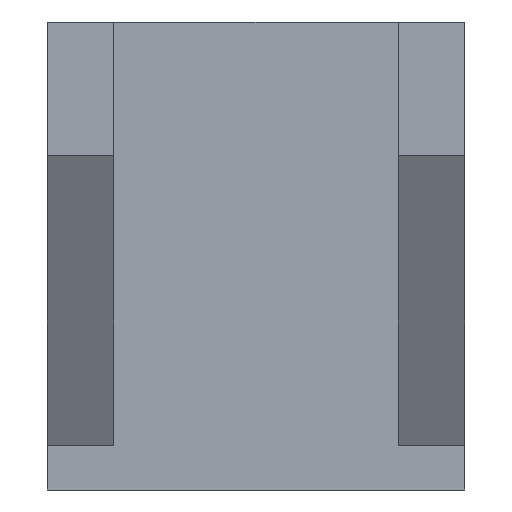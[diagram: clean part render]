
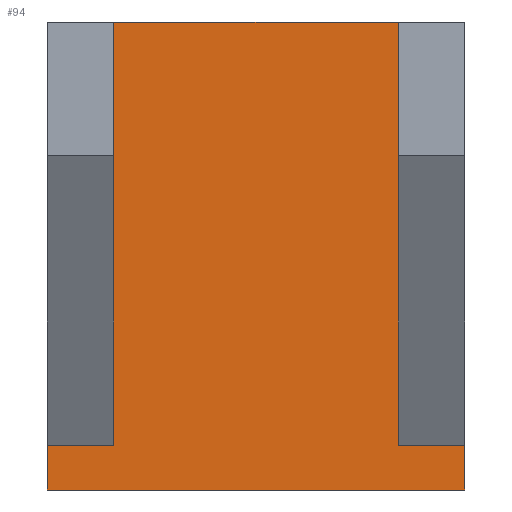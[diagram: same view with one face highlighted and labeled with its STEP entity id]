
A CAD part, front view. The second image highlights one B-rep face of the part: STEP entity #94.
In plain terms, the highlighted planar face has unit normal (0, -1, 0).
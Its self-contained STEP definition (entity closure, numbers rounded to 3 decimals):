
#13 = VERTEX_POINT ( 'NONE', #840 ) ;
#27 = CARTESIAN_POINT ( 'NONE',  ( -12.5, -30., 3. ) ) ;
#33 = CARTESIAN_POINT ( 'NONE',  ( -8.5, -30., 28. ) ) ;
#52 = CARTESIAN_POINT ( 'NONE',  ( 8.5, -30., 28. ) ) ;
#65 = VERTEX_POINT ( 'NONE', #33 ) ;
#80 = CARTESIAN_POINT ( 'NONE',  ( -12.5, -30., 0. ) ) ;
#85 = DIRECTION ( 'NONE',  ( 0., 0., 1. ) ) ;
#94 = ADVANCED_FACE ( 'NONE', ( #750 ), #1116, .T. ) ;
#139 = LINE ( 'NONE', #965, #605 ) ;
#153 = EDGE_CURVE ( 'NONE', #657, #65, #139, .T. ) ;
#181 = CARTESIAN_POINT ( 'NONE',  ( 12.5, -30., 3. ) ) ;
#204 = VERTEX_POINT ( 'NONE', #231 ) ;
#217 = DIRECTION ( 'NONE',  ( 0., -1., 0. ) ) ;
#231 = CARTESIAN_POINT ( 'NONE',  ( 12.5, -30., 2.679 ) ) ;
#241 = LINE ( 'NONE', #52, #597 ) ;
#283 = LINE ( 'NONE', #181, #1106 ) ;
#289 = CARTESIAN_POINT ( 'NONE',  ( -8.5, -30., 2.679 ) ) ;
#322 = VERTEX_POINT ( 'NONE', #673 ) ;
#326 = DIRECTION ( 'NONE',  ( 0., 0., 1. ) ) ;
#327 = CARTESIAN_POINT ( 'NONE',  ( -8.5, -30., 28. ) ) ;
#394 = ORIENTED_EDGE ( 'NONE', *, *, #736, .F. ) ;
#413 = DIRECTION ( 'NONE',  ( 1., 0., 0. ) ) ;
#425 = ORIENTED_EDGE ( 'NONE', *, *, #1073, .F. ) ;
#450 = CARTESIAN_POINT ( 'NONE',  ( -39.724, -30., 2.679 ) ) ;
#463 = DIRECTION ( 'NONE',  ( 0., 0., -1. ) ) ;
#522 = VERTEX_POINT ( 'NONE', #80 ) ;
#535 = VECTOR ( 'NONE', #1075, 1000. ) ;
#556 = DIRECTION ( 'NONE',  ( 1., 0., 0. ) ) ;
#558 = LINE ( 'NONE', #27, #784 ) ;
#584 = ORIENTED_EDGE ( 'NONE', *, *, #686, .T. ) ;
#597 = VECTOR ( 'NONE', #1042, 1000. ) ;
#602 = EDGE_CURVE ( 'NONE', #790, #657, #1079, .T. ) ;
#605 = VECTOR ( 'NONE', #326, 1000. ) ;
#606 = EDGE_CURVE ( 'NONE', #13, #204, #283, .T. ) ;
#624 = LINE ( 'NONE', #904, #1071 ) ;
#657 = VERTEX_POINT ( 'NONE', #289 ) ;
#662 = ORIENTED_EDGE ( 'NONE', *, *, #606, .T. ) ;
#673 = CARTESIAN_POINT ( 'NONE',  ( 8.5, -30., 2.679 ) ) ;
#686 = EDGE_CURVE ( 'NONE', #790, #522, #558, .T. ) ;
#688 = CARTESIAN_POINT ( 'NONE',  ( -12.5, -30., 2.679 ) ) ;
#736 = EDGE_CURVE ( 'NONE', #65, #896, #1145, .T. ) ;
#744 = DIRECTION ( 'NONE',  ( 0., 0., -1. ) ) ;
#750 = FACE_OUTER_BOUND ( 'NONE', #781, .T. ) ;
#781 = EDGE_LOOP ( 'NONE', ( #425, #818, #394, #788, #855, #584, #1161, #662 ) ) ;
#784 = VECTOR ( 'NONE', #744, 1000. ) ;
#788 = ORIENTED_EDGE ( 'NONE', *, *, #153, .F. ) ;
#790 = VERTEX_POINT ( 'NONE', #688 ) ;
#810 = EDGE_CURVE ( 'NONE', #896, #322, #241, .T. ) ;
#817 = CARTESIAN_POINT ( 'NONE',  ( -39.724, -30., 2.679 ) ) ;
#818 = ORIENTED_EDGE ( 'NONE', *, *, #810, .F. ) ;
#832 = LINE ( 'NONE', #450, #972 ) ;
#840 = CARTESIAN_POINT ( 'NONE',  ( 12.5, -30., 0. ) ) ;
#855 = ORIENTED_EDGE ( 'NONE', *, *, #602, .F. ) ;
#893 = EDGE_CURVE ( 'NONE', #522, #13, #624, .T. ) ;
#896 = VERTEX_POINT ( 'NONE', #1063 ) ;
#901 = VECTOR ( 'NONE', #413, 1000. ) ;
#904 = CARTESIAN_POINT ( 'NONE',  ( -12.5, -30., 0. ) ) ;
#965 = CARTESIAN_POINT ( 'NONE',  ( -8.5, -30., 28. ) ) ;
#972 = VECTOR ( 'NONE', #556, 1000. ) ;
#983 = DIRECTION ( 'NONE',  ( 1., 0., 0. ) ) ;
#1003 = AXIS2_PLACEMENT_3D ( 'NONE', #1020, #217, #463 ) ;
#1020 = CARTESIAN_POINT ( 'NONE',  ( 0., -30., 0. ) ) ;
#1042 = DIRECTION ( 'NONE',  ( 0., 0., -1. ) ) ;
#1063 = CARTESIAN_POINT ( 'NONE',  ( 8.5, -30., 28. ) ) ;
#1071 = VECTOR ( 'NONE', #983, 1000. ) ;
#1073 = EDGE_CURVE ( 'NONE', #322, #204, #832, .T. ) ;
#1075 = DIRECTION ( 'NONE',  ( 1., 0., 0. ) ) ;
#1079 = LINE ( 'NONE', #817, #535 ) ;
#1106 = VECTOR ( 'NONE', #85, 1000. ) ;
#1116 = PLANE ( 'NONE',  #1003 ) ;
#1145 = LINE ( 'NONE', #327, #901 ) ;
#1161 = ORIENTED_EDGE ( 'NONE', *, *, #893, .T. ) ;
